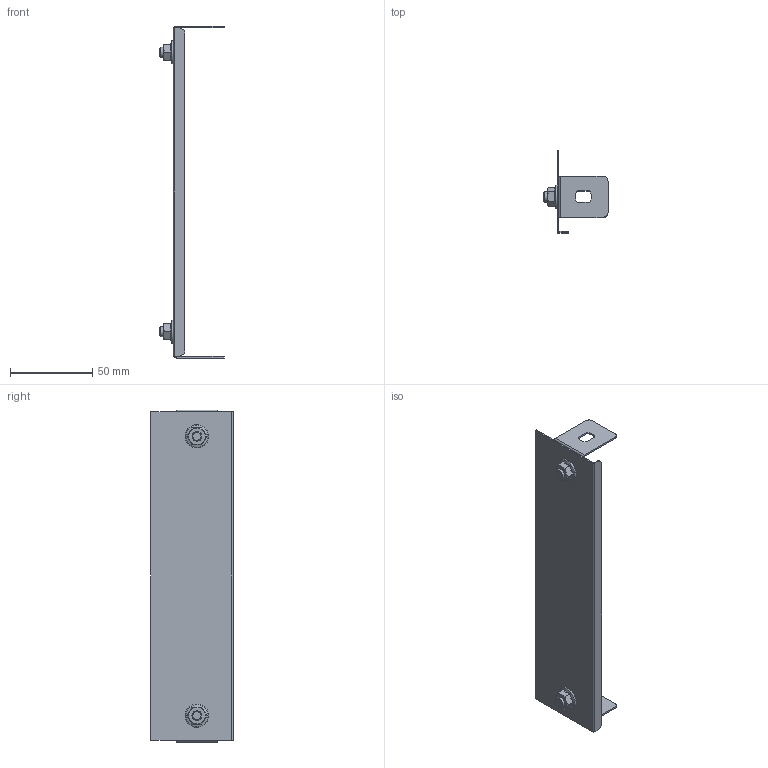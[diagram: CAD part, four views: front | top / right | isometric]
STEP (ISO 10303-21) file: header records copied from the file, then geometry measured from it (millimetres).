
FILE_DESCRIPTION (( 'STEP AP203' ), '1' );
FILE_NAME ('Çàãëóøêà ÒÑ_30195.STEP', '2013-04-18T09:49:25', ( 'Àñååâ' ), ( '' ), 'SwSTEP 2.0', 'SolidWorks 2012', '' );
FILE_SCHEMA (( 'CONFIG_CONTROL_DESIGN' ));
Length unit declared in the file: millimetre
Products named in the file (5): ч蜱齁罻 眒_30195; Hex Flange Nut GradeA_ISO_Hexagon Flange Nut ISO - 4161 - M6 - N; ÁîëòÌ6; Óãîëîê îïîðíûé FR (30199, 30189, 30190)_“£®«®ª ®¯à®à­ë©50; Ïëàñòèíà Í=50 äëÿ 30193-30198_50å200(30195)
Assembly tree (7 placements, depth 2):
  ч蜱齁罻 眒_30195
    Ïëàñòèíà Í=50 äëÿ 30193-30198_50å200(30195)
    Óãîëîê îïîðíûé FR (30199, 30189, 30190)_“£®«®ª ®¯à®à­ë©50  x2
    ÁîëòÌ6  x2
    Hex Flange Nut GradeA_ISO_Hexagon Flange Nut ISO - 4161 - M6 - N  x2
Bounding box: 39 x 50 x 202 mm (x, y, z)
Volume: 13471.4 mm3; surface area: 30503.7 mm2
Topology: 7 solids, 7 shells, 163 faces, 381 edges, 236 vertices
Faces by surface type: plane 94, cylinder 33, cone 20, bspline 12, sphere 2, torus 2
Full cylindrical faces by diameter (mm): 5 x2, 6 x4, 12.4 x2
Entity records: 3391 total; most frequent: CARTESIAN_POINT 723, DIRECTION 432, ORIENTED_EDGE 412, EDGE_CURVE 206, AXIS2_PLACEMENT_3D 159, VERTEX_POINT 132, EDGE_LOOP 114, LINE 114
